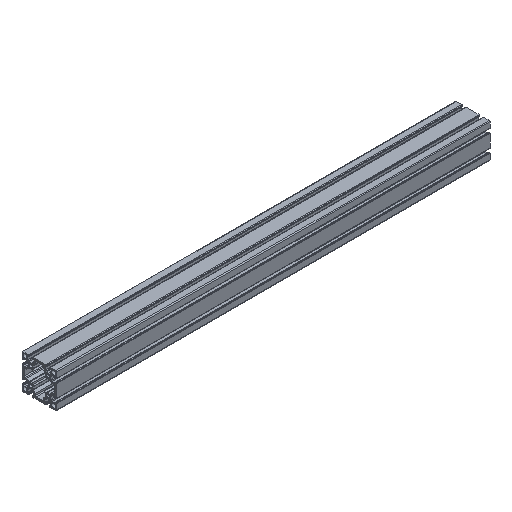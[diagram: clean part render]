
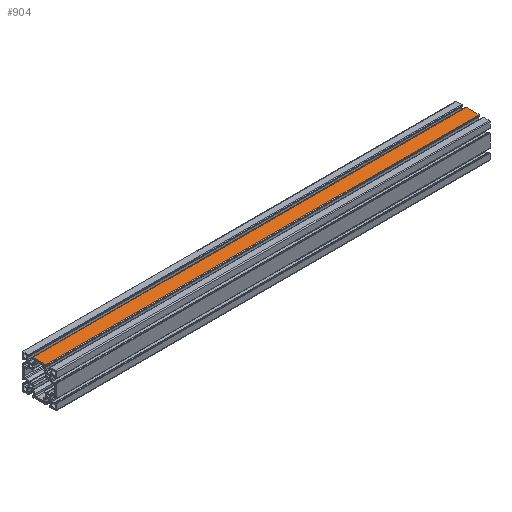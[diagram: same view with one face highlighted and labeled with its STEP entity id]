
A CAD part, isometric view. The second image highlights one B-rep face of the part: STEP entity #904.
In plain terms, the highlighted planar face has unit normal (0, 0, 1).
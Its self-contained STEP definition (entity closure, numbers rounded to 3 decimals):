
#904=ADVANCED_FACE('',(#2694),#2696,.T.);
#2694=FACE_BOUND('',#2695,.T.);
#2695=EDGE_LOOP('',(#4310,#4311,#4312,#4313));
#2696=PLANE('',#2697);
#2697=AXIS2_PLACEMENT_3D('',#2698,#2699,#2700);
#2698=CARTESIAN_POINT('',(-500.,15.85,40.));
#2699=DIRECTION('',(0.,0.,1.));
#2700=DIRECTION('',(0.,-1.,0.));
#4310=ORIENTED_EDGE('',*,*,#5338,.F.);
#4311=ORIENTED_EDGE('',*,*,#4855,.T.);
#4312=ORIENTED_EDGE('',*,*,#5339,.T.);
#4313=ORIENTED_EDGE('',*,*,#5073,.F.);
#4855=EDGE_CURVE('',#5549,#5547,#5550,.T.);
#5073=EDGE_CURVE('',#5983,#5985,#5986,.T.);
#5338=EDGE_CURVE('',#5549,#5983,#6390,.T.);
#5339=EDGE_CURVE('',#5547,#5985,#6391,.T.);
#5547=VERTEX_POINT('',#6743);
#5549=VERTEX_POINT('',#6748);
#5550=LINE('',#6749,#6750);
#5983=VERTEX_POINT('',#7686);
#5985=VERTEX_POINT('',#7691);
#5986=LINE('',#7692,#7693);
#6390=LINE('',#8674,#8675);
#6391=LINE('',#8677,#8678);
#6743=CARTESIAN_POINT('',(-500.,-14.85,40.));
#6748=CARTESIAN_POINT('',(-500.,14.85,40.));
#6749=CARTESIAN_POINT('',(-500.,14.85,40.));
#6750=VECTOR('',#6751,1.);
#6751=DIRECTION('',(0.,-1.,0.));
#7686=CARTESIAN_POINT('',(500.,14.85,40.));
#7691=CARTESIAN_POINT('',(500.,-14.85,40.));
#7692=CARTESIAN_POINT('',(500.,14.85,40.));
#7693=VECTOR('',#7694,1.);
#7694=DIRECTION('',(0.,-1.,0.));
#8674=CARTESIAN_POINT('',(-500.,14.85,40.));
#8675=VECTOR('',#8676,1.);
#8676=DIRECTION('',(1.,0.,0.));
#8677=CARTESIAN_POINT('',(-500.,-14.85,40.));
#8678=VECTOR('',#8679,1.);
#8679=DIRECTION('',(1.,0.,0.));
